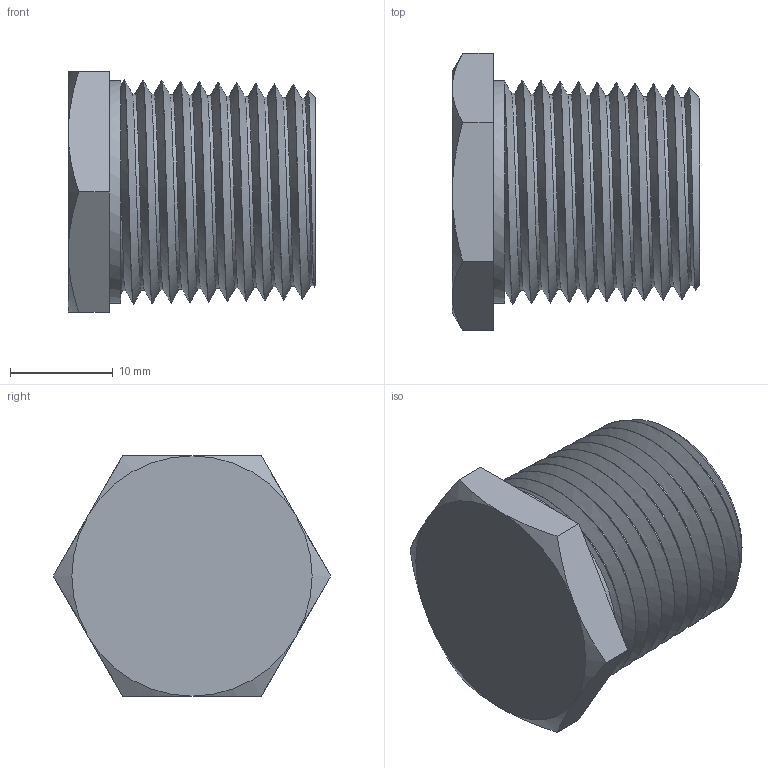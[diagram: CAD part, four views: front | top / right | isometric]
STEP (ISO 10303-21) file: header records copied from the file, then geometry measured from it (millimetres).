
FILE_DESCRIPTION(/* description */ ('Verschlusschraube sechskant Ex NPT 1/2"'),/* implementation_level */ '2;1');
FILE_NAME(/* name */ 'RX190399-RST.stp',/* time_stamp */ '2021-03-29T13:54:02+02:00',/* author */ ('sl'),/* organization */ (''),/* preprocessor_version */ 'ST-DEVELOPER v16.5',/* originating_system */ 'Autodesk Inventor 2017',/* authorisation */ '');
FILE_SCHEMA (('AUTOMOTIVE_DESIGN { 1 0 10303 214 3 1 1 }'));
Length unit declared in the file: millimetre
Products named in the file (1): RX190399
Bounding box: 24.11 x 27.02 x 23.4 mm (x, y, z)
Volume: 4604.9 mm3; surface area: 6183.3 mm2
Topology: 1 solids, 1 shells, 27 faces, 59 edges, 35 vertices
Faces by surface type: plane 11, cone 10, bspline 4, cylinder 2
Full cylindrical faces by diameter (mm): 15.05 x1, 21.7 x1
Entity records: 3607 total; most frequent: CARTESIAN_POINT 3058, ORIENTED_EDGE 110, DIRECTION 98, EDGE_CURVE 53, AXIS2_PLACEMENT_3D 43, VERTEX_POINT 33, EDGE_LOOP 32, FACE_OUTER_BOUND 27
